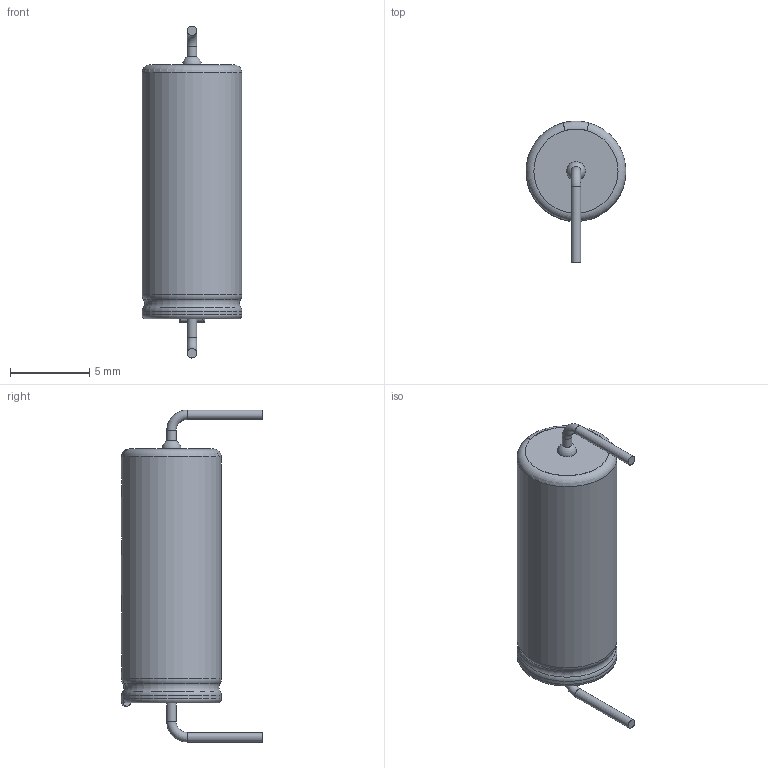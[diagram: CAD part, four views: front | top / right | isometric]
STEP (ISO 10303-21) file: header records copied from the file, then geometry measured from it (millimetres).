
FILE_DESCRIPTION(('FreeCAD Model'),'2;1');
FILE_NAME('Vishay_516D_D6.3_L16_P20.32_d0.6_LL2.6.step', '2019-07-10T15:58:30',('Author'),(''), 'Open CASCADE STEP processor 7.3','FreeCAD','Unknown');
FILE_SCHEMA(('AUTOMOTIVE_DESIGN { 1 0 10303 214 1 1 1 1 }'));
Length unit declared in the file: millimetre
Products named in the file (1): Vishay_516D_D6.3_L16_P20.32_d0.6_LL2.6
Bounding box: 6.29 x 8.91 x 20.92 mm (x, y, z)
Volume: 501 mm3; surface area: 402.9 mm2
Topology: 1 solids, 1 shells, 59 faces, 143 edges, 92 vertices
Faces by surface type: plane 26, cylinder 16, torus 16, sphere 1
Full cylindrical faces by diameter (mm): 0.6 x4, 5.3 x1
Entity records: 2307 total; most frequent: CARTESIAN_POINT 428, DIRECTION 339, ORIENTED_EDGE 286, EDGE_CURVE 143, AXIS2_PLACEMENT_3D 142, VERTEX_POINT 92, CIRCLE 66, FACE_BOUND 65
